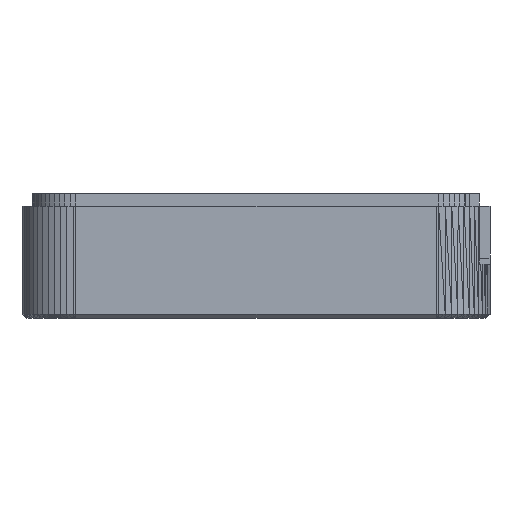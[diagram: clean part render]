
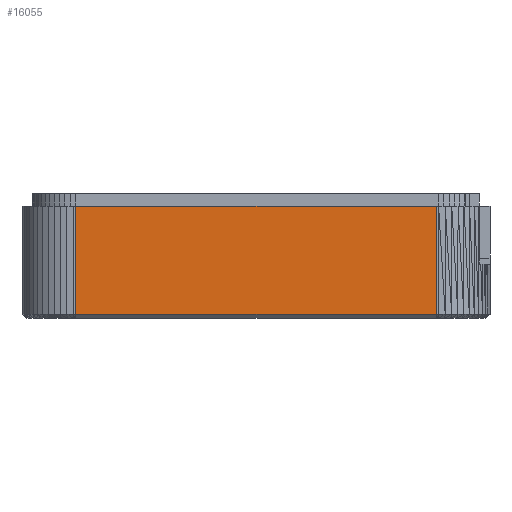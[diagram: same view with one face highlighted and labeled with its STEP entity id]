
A CAD part, front view. The second image highlights one B-rep face of the part: STEP entity #16055.
In plain terms, the highlighted planar face has unit normal (0, -1, 0).
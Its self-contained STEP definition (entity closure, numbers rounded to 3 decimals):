
#940=PLANE('',#17027);
#1896=FACE_OUTER_BOUND('',#2864,.T.);
#2864=EDGE_LOOP('',(#14888,#14889,#14890,#14891));
#3121=LINE('',#21688,#5293);
#4737=LINE('',#24969,#6909);
#5052=LINE('',#25591,#7224);
#5053=LINE('',#25593,#7225);
#5293=VECTOR('',#17370,10.);
#6909=VECTOR('',#20258,10.);
#7224=VECTOR('',#21035,10.);
#7225=VECTOR('',#21038,10.);
#7461=VERTEX_POINT('',#21685);
#7462=VERTEX_POINT('',#21687);
#8207=VERTEX_POINT('',#24118);
#8208=VERTEX_POINT('',#24122);
#8757=EDGE_CURVE('',#7461,#7462,#3121,.T.);
#10391=EDGE_CURVE('',#8208,#8207,#4737,.T.);
#10706=EDGE_CURVE('',#8207,#7462,#5052,.T.);
#10707=EDGE_CURVE('',#8208,#7461,#5053,.T.);
#14888=ORIENTED_EDGE('',*,*,#10391,.T.);
#14889=ORIENTED_EDGE('',*,*,#10706,.T.);
#14890=ORIENTED_EDGE('',*,*,#8757,.F.);
#14891=ORIENTED_EDGE('',*,*,#10707,.F.);
#16055=ADVANCED_FACE('',(#1896),#940,.T.);
#17027=AXIS2_PLACEMENT_3D('',#25592,#21036,#21037);
#17370=DIRECTION('',(1.,0.,0.));
#20258=DIRECTION('',(1.,0.,0.));
#21035=DIRECTION('',(0.,0.,1.));
#21036=DIRECTION('center_axis',(0.,-1.,0.));
#21037=DIRECTION('ref_axis',(0.,0.,-1.));
#21038=DIRECTION('',(0.,0.,1.));
#21685=CARTESIAN_POINT('',(3.481,-25.495,13.38));
#21687=CARTESIAN_POINT('',(46.519,-25.495,13.38));
#21688=CARTESIAN_POINT('',(3.481,-25.495,13.38));
#24118=CARTESIAN_POINT('',(46.519,-25.495,0.5));
#24122=CARTESIAN_POINT('',(3.481,-25.495,0.5));
#24969=CARTESIAN_POINT('',(26.,-25.495,0.5));
#25591=CARTESIAN_POINT('',(46.519,-25.495,0.5));
#25592=CARTESIAN_POINT('Origin',(3.481,-25.495,0.5));
#25593=CARTESIAN_POINT('',(3.481,-25.495,0.5));
